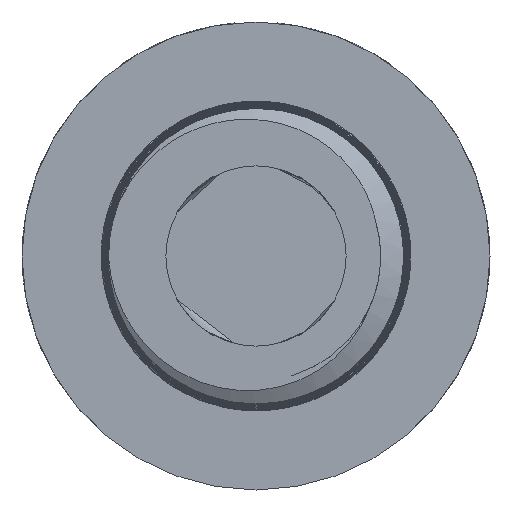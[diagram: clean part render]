
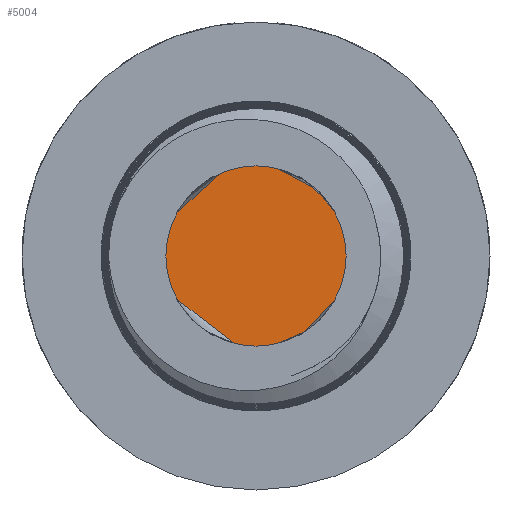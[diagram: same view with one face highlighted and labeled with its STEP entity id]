
A CAD part, front view. The second image highlights one B-rep face of the part: STEP entity #5004.
In plain terms, the highlighted planar face has unit normal (0, -1, 0).
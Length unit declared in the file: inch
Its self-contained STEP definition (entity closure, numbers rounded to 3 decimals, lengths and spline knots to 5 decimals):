
#424 = DIRECTION ( 'NONE',  ( 0., 0., -1. ) ) ;
#622 = DIRECTION ( 'NONE',  ( 0., 0., -1. ) ) ;
#734 = DIRECTION ( 'NONE',  ( 0., 0., -1. ) ) ;
#746 = EDGE_CURVE ( 'NONE', #3231, #1541, #2362, .T. ) ;
#1072 = CARTESIAN_POINT ( 'NONE',  ( 0., -0.177, -0.105 ) ) ;
#1541 = VERTEX_POINT ( 'NONE', #3629 ) ;
#2362 = CIRCLE ( 'NONE', #9899, 0.105 ) ;
#3231 = VERTEX_POINT ( 'NONE', #1072 ) ;
#3629 = CARTESIAN_POINT ( 'NONE',  ( 0., -0.177, 0.105 ) ) ;
#3766 = PLANE ( 'NONE',  #7308 ) ;
#5004 = ADVANCED_FACE ( 'NONE', ( #10061 ), #3766, .T. ) ;
#5188 = DIRECTION ( 'NONE',  ( 0., -1., 0. ) ) ;
#5380 = DIRECTION ( 'NONE',  ( 0., -1., 0. ) ) ;
#5497 = DIRECTION ( 'NONE',  ( 0., -1., 0. ) ) ;
#6066 = ORIENTED_EDGE ( 'NONE', *, *, #746, .T. ) ;
#7117 = EDGE_LOOP ( 'NONE', ( #6066, #8730 ) ) ;
#7308 = AXIS2_PLACEMENT_3D ( 'NONE', #9346, #5380, #622 ) ;
#7696 = EDGE_CURVE ( 'NONE', #1541, #3231, #8111, .T. ) ;
#8111 = CIRCLE ( 'NONE', #8770, 0.105 ) ;
#8730 = ORIENTED_EDGE ( 'NONE', *, *, #7696, .T. ) ;
#8770 = AXIS2_PLACEMENT_3D ( 'NONE', #9952, #5188, #424 ) ;
#9346 = CARTESIAN_POINT ( 'NONE',  ( 0., -0.177, 0. ) ) ;
#9899 = AXIS2_PLACEMENT_3D ( 'NONE', #10242, #5497, #734 ) ;
#9952 = CARTESIAN_POINT ( 'NONE',  ( 0., -0.177, 0. ) ) ;
#10061 = FACE_OUTER_BOUND ( 'NONE', #7117, .T. ) ;
#10242 = CARTESIAN_POINT ( 'NONE',  ( 0., -0.177, 0. ) ) ;
